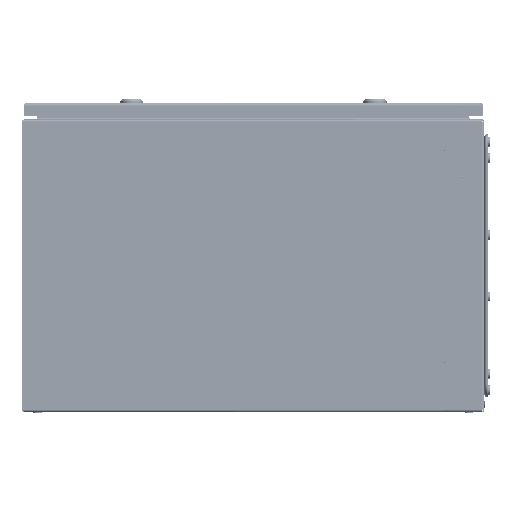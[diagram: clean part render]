
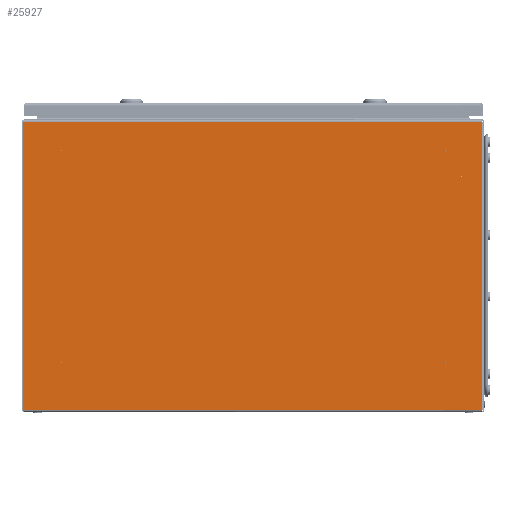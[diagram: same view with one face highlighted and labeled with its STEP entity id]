
A CAD part, left-side view. The second image highlights one B-rep face of the part: STEP entity #25927.
In plain terms, the highlighted planar face has unit normal (-1, 0, 0).
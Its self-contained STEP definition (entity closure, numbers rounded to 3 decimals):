
#186 = EDGE_CURVE ( 'NONE', #81432, #56512, #95246, .T. ) ;
#520 = CIRCLE ( 'NONE', #54727, 0.883 ) ;
#2377 = CARTESIAN_POINT ( 'NONE',  ( -300., 249., 339.6 ) ) ;
#2503 = DIRECTION ( 'NONE',  ( 0., 0., -1. ) ) ;
#3952 = DIRECTION ( 'NONE',  ( 0., 0., -1. ) ) ;
#4710 = VERTEX_POINT ( 'NONE', #62599 ) ;
#5180 = DIRECTION ( 'NONE',  ( 0., 0., -1. ) ) ;
#5225 = CARTESIAN_POINT ( 'NONE',  ( -300., -270., 305. ) ) ;
#5594 = DIRECTION ( 'NONE',  ( 0., 0., -1. ) ) ;
#5968 = EDGE_LOOP ( 'NONE', ( #108905, #51968 ) ) ;
#8184 = CIRCLE ( 'NONE', #34715, 0.883 ) ;
#9434 = CIRCLE ( 'NONE', #64279, 0.883 ) ;
#9720 = CARTESIAN_POINT ( 'NONE',  ( -300., -296.6, 376.6 ) ) ;
#10143 = EDGE_CURVE ( 'NONE', #41260, #69483, #82460, .T. ) ;
#11435 = EDGE_CURVE ( 'NONE', #93291, #64568, #29681, .T. ) ;
#12281 = CIRCLE ( 'NONE', #66207, 0.883 ) ;
#12534 = EDGE_LOOP ( 'NONE', ( #91412, #53834 ) ) ;
#14377 = ORIENTED_EDGE ( 'NONE', *, *, #107693, .F. ) ;
#15140 = CARTESIAN_POINT ( 'NONE',  ( -300., -300., 376.6 ) ) ;
#17823 = DIRECTION ( 'NONE',  ( 0., 0., -1. ) ) ;
#18921 = CARTESIAN_POINT ( 'NONE',  ( -300., 249., 64.6 ) ) ;
#20157 = AXIS2_PLACEMENT_3D ( 'NONE', #5225, #39897, #5594 ) ;
#20240 = CARTESIAN_POINT ( 'NONE',  ( -300., -300., 376.6 ) ) ;
#21866 = CARTESIAN_POINT ( 'NONE',  ( -300., -249., 64.6 ) ) ;
#22943 = VERTEX_POINT ( 'NONE', #85052 ) ;
#23122 = DIRECTION ( 'NONE',  ( 0., 0., 1. ) ) ;
#25011 = ORIENTED_EDGE ( 'NONE', *, *, #78171, .F. ) ;
#25927 = ADVANCED_FACE ( 'NONE', ( #32828, #77317, #62474, #90798, #73259, #27433 ), #40319, .F. ) ;
#27433 = FACE_OUTER_BOUND ( 'NONE', #58484, .T. ) ;
#28222 = CARTESIAN_POINT ( 'NONE',  ( -300., -270., 305. ) ) ;
#29605 = VERTEX_POINT ( 'NONE', #68740 ) ;
#29681 = CIRCLE ( 'NONE', #62624, 0.883 ) ;
#30035 = AXIS2_PLACEMENT_3D ( 'NONE', #15140, #82588, #30958 ) ;
#30264 = AXIS2_PLACEMENT_3D ( 'NONE', #93381, #102070, #93010 ) ;
#30958 = DIRECTION ( 'NONE',  ( 0., 0., -1. ) ) ;
#31158 = DIRECTION ( 'NONE',  ( 0., 1., 0. ) ) ;
#31993 = CIRCLE ( 'NONE', #50572, 0.883 ) ;
#32828 = FACE_BOUND ( 'NONE', #99733, .T. ) ;
#33736 = EDGE_CURVE ( 'NONE', #34691, #45503, #52039, .T. ) ;
#34238 = EDGE_CURVE ( 'NONE', #47768, #4710, #100560, .T. ) ;
#34691 = VERTEX_POINT ( 'NONE', #49468 ) ;
#34715 = AXIS2_PLACEMENT_3D ( 'NONE', #28222, #61412, #2503 ) ;
#35152 = ORIENTED_EDGE ( 'NONE', *, *, #102793, .F. ) ;
#35939 = VECTOR ( 'NONE', #23122, 1000. ) ;
#37480 = CARTESIAN_POINT ( 'NONE',  ( -300., -270.883, 305. ) ) ;
#37494 = ORIENTED_EDGE ( 'NONE', *, *, #105743, .F. ) ;
#37497 = ORIENTED_EDGE ( 'NONE', *, *, #34238, .F. ) ;
#37559 = CARTESIAN_POINT ( 'NONE',  ( -300., -249., 339.6 ) ) ;
#37836 = VECTOR ( 'NONE', #17823, 1000. ) ;
#39897 = DIRECTION ( 'NONE',  ( -1., 0., 0. ) ) ;
#40319 = PLANE ( 'NONE',  #30035 ) ;
#40356 = DIRECTION ( 'NONE',  ( -1., 0., 0. ) ) ;
#41260 = VERTEX_POINT ( 'NONE', #87456 ) ;
#44524 = LINE ( 'NONE', #69807, #37836 ) ;
#45503 = VERTEX_POINT ( 'NONE', #37480 ) ;
#45603 = VERTEX_POINT ( 'NONE', #92853 ) ;
#47073 = VERTEX_POINT ( 'NONE', #73669 ) ;
#47768 = VERTEX_POINT ( 'NONE', #50867 ) ;
#48364 = CARTESIAN_POINT ( 'NONE',  ( -300., 249., 64.6 ) ) ;
#48711 = CARTESIAN_POINT ( 'NONE',  ( -300., 298.246, 376.6 ) ) ;
#49443 = AXIS2_PLACEMENT_3D ( 'NONE', #2377, #71031, #53302 ) ;
#49468 = CARTESIAN_POINT ( 'NONE',  ( -300., -269.117, 305. ) ) ;
#49974 = DIRECTION ( 'NONE',  ( 0., 0., -1. ) ) ;
#50087 = ORIENTED_EDGE ( 'NONE', *, *, #105188, .F. ) ;
#50572 = AXIS2_PLACEMENT_3D ( 'NONE', #48364, #82327, #98943 ) ;
#50867 = CARTESIAN_POINT ( 'NONE',  ( -300., -296.6, 3.4 ) ) ;
#51968 = ORIENTED_EDGE ( 'NONE', *, *, #10143, .F. ) ;
#52039 = CIRCLE ( 'NONE', #20157, 0.883 ) ;
#53302 = DIRECTION ( 'NONE',  ( 0., 0., -1. ) ) ;
#53834 = ORIENTED_EDGE ( 'NONE', *, *, #11435, .F. ) ;
#54727 = AXIS2_PLACEMENT_3D ( 'NONE', #57731, #40356, #64580 ) ;
#55321 = AXIS2_PLACEMENT_3D ( 'NONE', #76025, #110982, #49974 ) ;
#55637 = DIRECTION ( 'NONE',  ( -1., 0., 0. ) ) ;
#56512 = VERTEX_POINT ( 'NONE', #63746 ) ;
#57731 = CARTESIAN_POINT ( 'NONE',  ( -300., -249., 64.6 ) ) ;
#58484 = EDGE_LOOP ( 'NONE', ( #37497, #35152, #105109, #64736 ) ) ;
#58885 = LINE ( 'NONE', #48711, #35939 ) ;
#61299 = CIRCLE ( 'NONE', #49443, 0.883 ) ;
#61412 = DIRECTION ( 'NONE',  ( -1., 0., 0. ) ) ;
#62474 = FACE_BOUND ( 'NONE', #5968, .T. ) ;
#62599 = CARTESIAN_POINT ( 'NONE',  ( -300., 298.246, 3.4 ) ) ;
#62624 = AXIS2_PLACEMENT_3D ( 'NONE', #21866, #91551, #5180 ) ;
#63746 = CARTESIAN_POINT ( 'NONE',  ( -300., 298.246, 376.6 ) ) ;
#64279 = AXIS2_PLACEMENT_3D ( 'NONE', #37559, #55637, #3952 ) ;
#64568 = VERTEX_POINT ( 'NONE', #74521 ) ;
#64580 = DIRECTION ( 'NONE',  ( 0., 0., -1. ) ) ;
#64736 = ORIENTED_EDGE ( 'NONE', *, *, #76162, .F. ) ;
#66207 = AXIS2_PLACEMENT_3D ( 'NONE', #18921, #71628, #71266 ) ;
#66720 = CARTESIAN_POINT ( 'NONE',  ( -300., -249., 340.483 ) ) ;
#67609 = EDGE_CURVE ( 'NONE', #64568, #93291, #520, .T. ) ;
#68740 = CARTESIAN_POINT ( 'NONE',  ( -300., 249., 340.483 ) ) ;
#69483 = VERTEX_POINT ( 'NONE', #66720 ) ;
#69807 = CARTESIAN_POINT ( 'NONE',  ( -300., -296.6, 394.992 ) ) ;
#71031 = DIRECTION ( 'NONE',  ( -1., 0., 0. ) ) ;
#71266 = DIRECTION ( 'NONE',  ( 0., 0., -1. ) ) ;
#71628 = DIRECTION ( 'NONE',  ( -1., 0., 0. ) ) ;
#72315 = VECTOR ( 'NONE', #80511, 1000. ) ;
#73259 = FACE_BOUND ( 'NONE', #78219, .T. ) ;
#73669 = CARTESIAN_POINT ( 'NONE',  ( -300., 249., 65.483 ) ) ;
#73730 = ORIENTED_EDGE ( 'NONE', *, *, #80942, .F. ) ;
#74521 = CARTESIAN_POINT ( 'NONE',  ( -300., -249., 65.483 ) ) ;
#74883 = CARTESIAN_POINT ( 'NONE',  ( -300., -300., 3.4 ) ) ;
#75249 = CARTESIAN_POINT ( 'NONE',  ( -300., -249., 63.717 ) ) ;
#76025 = CARTESIAN_POINT ( 'NONE',  ( -300., -249., 339.6 ) ) ;
#76162 = EDGE_CURVE ( 'NONE', #4710, #56512, #58885, .T. ) ;
#77317 = FACE_BOUND ( 'NONE', #12534, .T. ) ;
#78171 = EDGE_CURVE ( 'NONE', #22943, #29605, #61299, .T. ) ;
#78219 = EDGE_LOOP ( 'NONE', ( #50087, #25011 ) ) ;
#80511 = DIRECTION ( 'NONE',  ( 0., 1., 0. ) ) ;
#80942 = EDGE_CURVE ( 'NONE', #47073, #45603, #12281, .T. ) ;
#81432 = VERTEX_POINT ( 'NONE', #9720 ) ;
#82327 = DIRECTION ( 'NONE',  ( -1., 0., 0. ) ) ;
#82460 = CIRCLE ( 'NONE', #55321, 0.883 ) ;
#82588 = DIRECTION ( 'NONE',  ( 1., 0., 0. ) ) ;
#85052 = CARTESIAN_POINT ( 'NONE',  ( -300., 249., 338.717 ) ) ;
#87456 = CARTESIAN_POINT ( 'NONE',  ( -300., -249., 338.717 ) ) ;
#90798 = FACE_BOUND ( 'NONE', #96540, .T. ) ;
#91331 = EDGE_CURVE ( 'NONE', #69483, #41260, #9434, .T. ) ;
#91412 = ORIENTED_EDGE ( 'NONE', *, *, #67609, .F. ) ;
#91551 = DIRECTION ( 'NONE',  ( -1., 0., 0. ) ) ;
#92853 = CARTESIAN_POINT ( 'NONE',  ( -300., 249., 63.717 ) ) ;
#93010 = DIRECTION ( 'NONE',  ( 0., 0., -1. ) ) ;
#93291 = VERTEX_POINT ( 'NONE', #75249 ) ;
#93381 = CARTESIAN_POINT ( 'NONE',  ( -300., 249., 339.6 ) ) ;
#95246 = LINE ( 'NONE', #20240, #72315 ) ;
#96540 = EDGE_LOOP ( 'NONE', ( #73730, #37494 ) ) ;
#98943 = DIRECTION ( 'NONE',  ( 0., 0., -1. ) ) ;
#99733 = EDGE_LOOP ( 'NONE', ( #103747, #14377 ) ) ;
#100560 = LINE ( 'NONE', #74883, #103254 ) ;
#102070 = DIRECTION ( 'NONE',  ( -1., 0., 0. ) ) ;
#102248 = CIRCLE ( 'NONE', #30264, 0.883 ) ;
#102793 = EDGE_CURVE ( 'NONE', #81432, #47768, #44524, .T. ) ;
#103254 = VECTOR ( 'NONE', #31158, 1000. ) ;
#103747 = ORIENTED_EDGE ( 'NONE', *, *, #33736, .F. ) ;
#105109 = ORIENTED_EDGE ( 'NONE', *, *, #186, .T. ) ;
#105188 = EDGE_CURVE ( 'NONE', #29605, #22943, #102248, .T. ) ;
#105743 = EDGE_CURVE ( 'NONE', #45603, #47073, #31993, .T. ) ;
#107693 = EDGE_CURVE ( 'NONE', #45503, #34691, #8184, .T. ) ;
#108905 = ORIENTED_EDGE ( 'NONE', *, *, #91331, .F. ) ;
#110982 = DIRECTION ( 'NONE',  ( -1., 0., 0. ) ) ;
